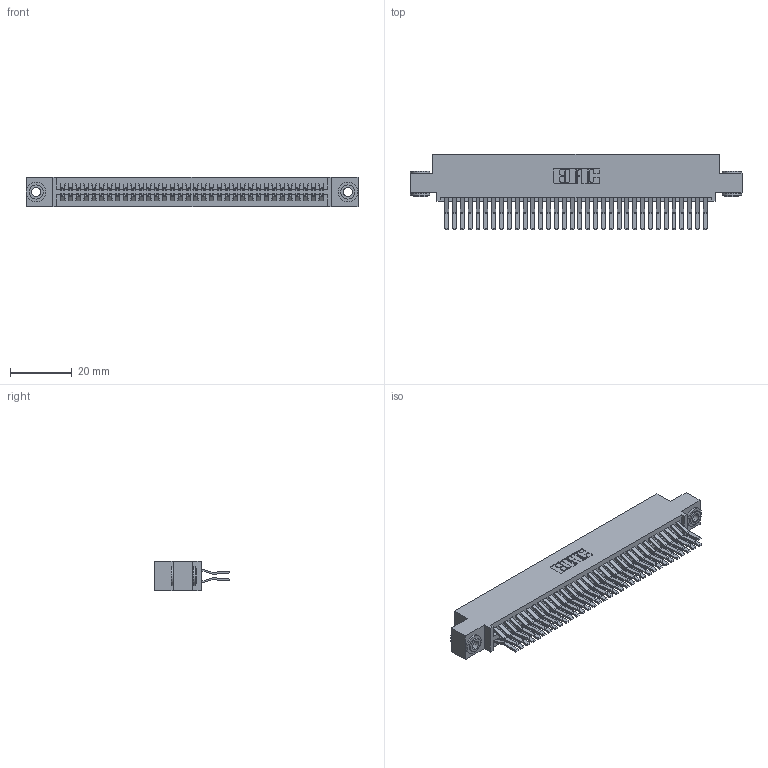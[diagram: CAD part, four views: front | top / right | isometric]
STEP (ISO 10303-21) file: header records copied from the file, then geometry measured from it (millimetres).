
FILE_DESCRIPTION (( 'STEP AP203' ), '1' );
FILE_NAME ('395-068-560-503.STEP', '2018-11-25T21:05:45', ( '' ), ( '' ), 'SwSTEP 2.0', 'SolidWorks 2016', '' );
FILE_SCHEMA (( 'CONFIG_CONTROL_DESIGN' ));
Length unit declared in the file: inch
Products named in the file (4): 345-250-002_345-250-002-102; 345-292-001_560 Tail; 345 Part_0.110 Offset - 0.156 Dia-TH; 395-068-560-503
Assembly tree (71 placements, depth 2):
  395-068-560-503
    345 Part_0.110 Offset - 0.156 Dia-TH
    345-292-001_560 Tail  x68
    345-250-002_345-250-002-102  x2
Bounding box: 107.57 x 24.45 x 9.4 mm (x, y, z)
Volume: 10766.8 mm3; surface area: 17204.3 mm2
Topology: 71 solids, 71 shells, 3704 faces, 10969 edges, 7218 vertices
Faces by surface type: plane 2338, cylinder 1358, cone 8
Entity records: 28624 total; most frequent: CARTESIAN_POINT 4783, ORIENTED_EDGE 4710, DIRECTION 4261, EDGE_CURVE 2355, VECTOR 2059, LINE 2059, VERTEX_POINT 1566, AXIS2_PLACEMENT_3D 1101
